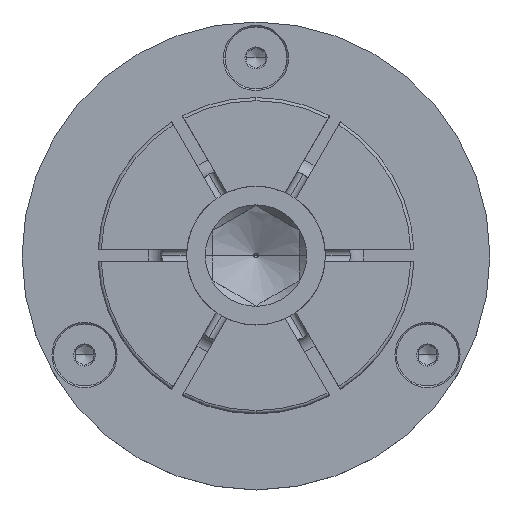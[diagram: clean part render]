
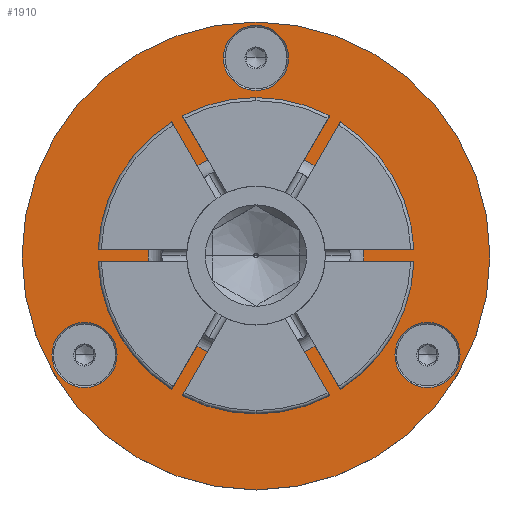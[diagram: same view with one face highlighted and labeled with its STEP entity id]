
A CAD part, top view. The second image highlights one B-rep face of the part: STEP entity #1910.
In plain terms, the highlighted planar face has unit normal (0, 0, 1).
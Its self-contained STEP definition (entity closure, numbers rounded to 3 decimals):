
#1016=EDGE_CURVE('',#1642,#2612,#2771,.T.);
#1064=VERTEX_POINT('',#2828);
#1272=EDGE_CURVE('',#1064,#2318,#3055,.T.);
#1300=EDGE_CURVE('',#2332,#1406,#3085,.T.);
#1346=EDGE_CURVE('',#1406,#2332,#3133,.T.);
#1406=VERTEX_POINT('',#3204);
#1408=VERTEX_POINT('',#3206);
#1616=EDGE_CURVE('',#1408,#2622,#3435,.T.);
#1642=VERTEX_POINT('',#3464);
#1870=EDGE_CURVE('',#1970,#2042,#3717,.T.);
#1874=VERTEX_POINT('',#3721);
#1892=EDGE_CURVE('',#2042,#1970,#3741,.T.);
#1910=ADVANCED_FACE('',(#3760,#3761,#3762,#3763,#3764),#3765,.T.);
#1970=VERTEX_POINT('',#3834);
#2042=VERTEX_POINT('',#3912);
#2236=EDGE_CURVE('',#2318,#1064,#4122,.T.);
#2318=VERTEX_POINT('',#4217);
#2332=VERTEX_POINT('',#4232);
#2588=EDGE_CURVE('',#1874,#1642,#4512,.T.);
#2592=EDGE_CURVE('',#2622,#1408,#4516,.T.);
#2596=EDGE_CURVE('',#2612,#1874,#4520,.T.);
#2612=VERTEX_POINT('',#4538);
#2622=VERTEX_POINT('',#4549);
#2771=CIRCLE('',#4854,17.4);
#2828=CARTESIAN_POINT('',(-37.75,0.,7.8));
#3055=CIRCLE('',#5505,37.75);
#3085=CIRCLE('',#5599,5.25);
#3133=CIRCLE('',#5717,5.25);
#3204=CARTESIAN_POINT('',(5.25,31.95,7.8));
#3206=CARTESIAN_POINT('',(-25.045,-20.522,7.8));
#3435=CIRCLE('',#6322,5.25);
#3464=CARTESIAN_POINT('',(0.,-17.4,7.8));
#3717=CIRCLE('',#6947,5.25);
#3721=CARTESIAN_POINT('',(17.4,0.,7.8));
#3741=CIRCLE('',#7024,5.25);
#3760=FACE_BOUND('',#7138,.T.);
#3761=FACE_BOUND('',#7139,.T.);
#3762=FACE_BOUND('',#7140,.T.);
#3763=FACE_BOUND('',#7141,.T.);
#3764=FACE_OUTER_BOUND('',#7142,.T.);
#3765=PLANE('',#7143);
#3834=CARTESIAN_POINT('',(30.295,-11.428,7.8));
#3912=CARTESIAN_POINT('',(25.045,-20.522,7.8));
#4122=CIRCLE('',#8028,37.75);
#4217=CARTESIAN_POINT('',(37.75,0.0,7.8));
#4232=CARTESIAN_POINT('',(-5.25,31.95,7.8));
#4512=CIRCLE('',#8798,17.4);
#4516=CIRCLE('',#8804,5.25);
#4520=CIRCLE('',#8809,17.4);
#4538=CARTESIAN_POINT('',(0.,17.4,7.8));
#4549=CARTESIAN_POINT('',(-30.295,-11.428,7.8));
#4854=AXIS2_PLACEMENT_3D('',#8981,#8982,#8983);
#5505=AXIS2_PLACEMENT_3D('',#9295,#9296,#9297);
#5599=AXIS2_PLACEMENT_3D('',#9330,#9331,#9332);
#5717=AXIS2_PLACEMENT_3D('',#9361,#9362,#9363);
#6322=AXIS2_PLACEMENT_3D('',#9727,#9728,#9729);
#6947=AXIS2_PLACEMENT_3D('',#10067,#10068,#10069);
#7024=AXIS2_PLACEMENT_3D('',#10090,#10091,#10092);
#7138=EDGE_LOOP('',(#10113,#10114));
#7139=EDGE_LOOP('',(#10115,#10116));
#7140=EDGE_LOOP('',(#10117,#10118));
#7141=EDGE_LOOP('',(#10119,#10120,#10121));
#7142=EDGE_LOOP('',(#10122,#10123));
#7143=AXIS2_PLACEMENT_3D('',#10124,#10125,#10126);
#8028=AXIS2_PLACEMENT_3D('',#10497,#10498,#10499);
#8798=AXIS2_PLACEMENT_3D('',#10919,#10920,#10921);
#8804=AXIS2_PLACEMENT_3D('',#10925,#10926,#10927);
#8809=AXIS2_PLACEMENT_3D('',#10928,#10929,#10930);
#8981=CARTESIAN_POINT('',(0.0,0.,7.8));
#8982=DIRECTION('',(0.0,0.,-1.0));
#8983=DIRECTION('',(1.0,0.0,0.0));
#9295=CARTESIAN_POINT('',(0.0,0.0,7.8));
#9296=DIRECTION('',(0.0,0.0,1.0));
#9297=DIRECTION('',(1.0,0.0,0.0));
#9330=CARTESIAN_POINT('',(0.0,31.95,7.8));
#9331=DIRECTION('',(0.0,0.0,-1.0));
#9332=DIRECTION('',(1.0,0.0,0.0));
#9361=CARTESIAN_POINT('',(0.0,31.95,7.8));
#9362=DIRECTION('',(0.0,0.0,-1.0));
#9363=DIRECTION('',(1.0,0.0,0.0));
#9727=CARTESIAN_POINT('',(-27.67,-15.975,7.8));
#9728=DIRECTION('',(-0.0,0.0,-1.0));
#9729=DIRECTION('',(-0.5,0.866,0.0));
#10067=CARTESIAN_POINT('',(27.67,-15.975,7.8));
#10068=DIRECTION('',(-0.0,0.0,-1.0));
#10069=DIRECTION('',(-0.5,-0.866,0.0));
#10090=CARTESIAN_POINT('',(27.67,-15.975,7.8));
#10091=DIRECTION('',(-0.0,0.0,-1.0));
#10092=DIRECTION('',(-0.5,-0.866,0.0));
#10113=ORIENTED_EDGE('',*,*,#1892,.T.);
#10114=ORIENTED_EDGE('',*,*,#1870,.T.);
#10115=ORIENTED_EDGE('',*,*,#2592,.T.);
#10116=ORIENTED_EDGE('',*,*,#1616,.T.);
#10117=ORIENTED_EDGE('',*,*,#1346,.T.);
#10118=ORIENTED_EDGE('',*,*,#1300,.T.);
#10119=ORIENTED_EDGE('',*,*,#2588,.T.);
#10120=ORIENTED_EDGE('',*,*,#1016,.T.);
#10121=ORIENTED_EDGE('',*,*,#2596,.T.);
#10122=ORIENTED_EDGE('',*,*,#2236,.T.);
#10123=ORIENTED_EDGE('',*,*,#1272,.T.);
#10124=CARTESIAN_POINT('',(0.0,0.0,7.8));
#10125=DIRECTION('',(0.0,0.0,1.0));
#10126=DIRECTION('',(1.0,0.0,0.0));
#10497=CARTESIAN_POINT('',(0.0,0.0,7.8));
#10498=DIRECTION('',(0.0,0.0,1.0));
#10499=DIRECTION('',(1.0,0.0,0.0));
#10919=CARTESIAN_POINT('',(0.0,0.,7.8));
#10920=DIRECTION('',(0.0,0.,-1.0));
#10921=DIRECTION('',(1.0,0.0,0.0));
#10925=CARTESIAN_POINT('',(-27.67,-15.975,7.8));
#10926=DIRECTION('',(-0.0,0.0,-1.0));
#10927=DIRECTION('',(-0.5,0.866,0.0));
#10928=CARTESIAN_POINT('',(0.0,0.,7.8));
#10929=DIRECTION('',(0.0,0.,-1.0));
#10930=DIRECTION('',(1.0,0.0,0.0));
